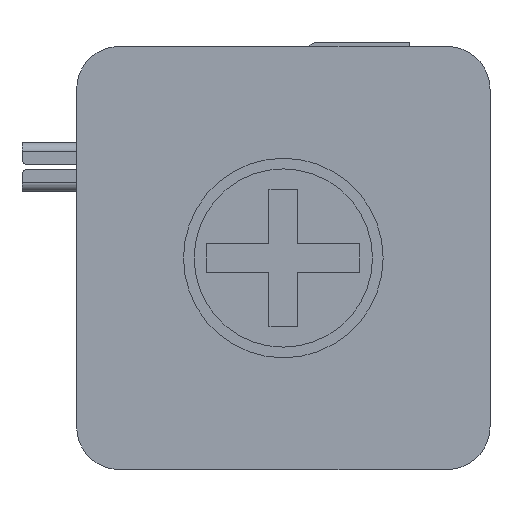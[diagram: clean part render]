
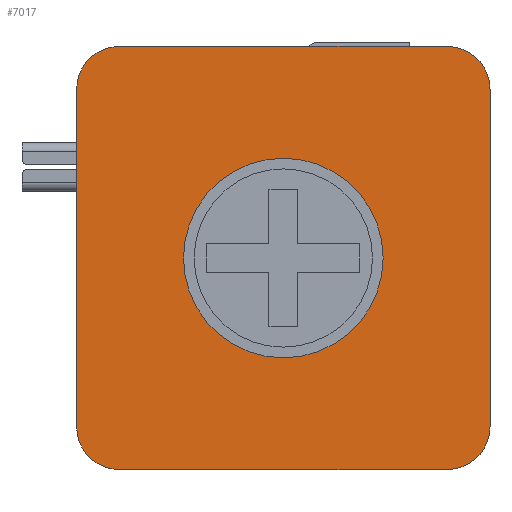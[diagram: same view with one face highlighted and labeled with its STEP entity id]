
A CAD part, front view. The second image highlights one B-rep face of the part: STEP entity #7017.
In plain terms, the highlighted planar face has unit normal (0, -1, 0).
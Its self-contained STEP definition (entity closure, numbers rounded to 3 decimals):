
#122=FACE_BOUND('',#932,.T.);
#148=CIRCLE('',#7491,3.47);
#149=CIRCLE('',#7494,1.484);
#150=CIRCLE('',#7497,1.484);
#151=CIRCLE('',#7500,1.484);
#152=CIRCLE('',#7502,1.484);
#475=FACE_OUTER_BOUND('',#931,.T.);
#931=EDGE_LOOP('',(#4785,#4786,#4787,#4788,#4789,#4790,#4791,#4792));
#932=EDGE_LOOP('',(#4793));
#1419=LINE('',#10418,#2228);
#1422=LINE('',#10427,#2231);
#1426=LINE('',#10438,#2235);
#1427=LINE('',#10440,#2236);
#2228=VECTOR('',#8286,10.);
#2231=VECTOR('',#8295,10.);
#2235=VECTOR('',#8309,10.);
#2236=VECTOR('',#8312,10.);
#3024=VERTEX_POINT('',#10405);
#3025=VERTEX_POINT('',#10410);
#3026=VERTEX_POINT('',#10411);
#3027=VERTEX_POINT('',#10416);
#3028=VERTEX_POINT('',#10420);
#3029=VERTEX_POINT('',#10421);
#3030=VERTEX_POINT('',#10426);
#3031=VERTEX_POINT('',#10430);
#3032=VERTEX_POINT('',#10434);
#3647=EDGE_CURVE('',#3024,#3024,#148,.T.);
#3648=EDGE_CURVE('',#3025,#3026,#149,.T.);
#3652=EDGE_CURVE('',#3025,#3027,#1419,.T.);
#3653=EDGE_CURVE('',#3028,#3029,#150,.T.);
#3656=EDGE_CURVE('',#3030,#3029,#1422,.T.);
#3658=EDGE_CURVE('',#3030,#3031,#151,.T.);
#3660=EDGE_CURVE('',#3032,#3027,#152,.T.);
#3662=EDGE_CURVE('',#3028,#3026,#1426,.T.);
#3663=EDGE_CURVE('',#3032,#3031,#1427,.T.);
#4785=ORIENTED_EDGE('',*,*,#3648,.F.);
#4786=ORIENTED_EDGE('',*,*,#3652,.T.);
#4787=ORIENTED_EDGE('',*,*,#3660,.F.);
#4788=ORIENTED_EDGE('',*,*,#3663,.T.);
#4789=ORIENTED_EDGE('',*,*,#3658,.F.);
#4790=ORIENTED_EDGE('',*,*,#3656,.T.);
#4791=ORIENTED_EDGE('',*,*,#3653,.F.);
#4792=ORIENTED_EDGE('',*,*,#3662,.T.);
#4793=ORIENTED_EDGE('',*,*,#3647,.T.);
#6668=PLANE('',#7505);
#7017=ADVANCED_FACE('',(#475,#122),#6668,.T.);
#7491=AXIS2_PLACEMENT_3D('',#10407,#8273,#8274);
#7494=AXIS2_PLACEMENT_3D('',#10412,#8279,#8280);
#7497=AXIS2_PLACEMENT_3D('',#10422,#8289,#8290);
#7500=AXIS2_PLACEMENT_3D('',#10431,#8299,#8300);
#7502=AXIS2_PLACEMENT_3D('',#10435,#8304,#8305);
#7505=AXIS2_PLACEMENT_3D('',#10441,#8313,#8314);
#8273=DIRECTION('center_axis',(0.,1.,0.));
#8274=DIRECTION('ref_axis',(1.,0.,0.));
#8279=DIRECTION('center_axis',(0.,1.,0.));
#8280=DIRECTION('ref_axis',(0.707,0.,-0.707));
#8286=DIRECTION('',(0.,0.,1.));
#8289=DIRECTION('center_axis',(0.,1.,0.));
#8290=DIRECTION('ref_axis',(-0.707,0.,-0.707));
#8295=DIRECTION('',(0.,0.,-1.));
#8299=DIRECTION('center_axis',(0.,1.,0.));
#8300=DIRECTION('ref_axis',(-0.707,0.,0.707));
#8304=DIRECTION('center_axis',(0.,1.,0.));
#8305=DIRECTION('ref_axis',(0.707,0.,0.707));
#8309=DIRECTION('',(1.,0.,0.));
#8312=DIRECTION('',(-1.,0.,0.));
#8313=DIRECTION('center_axis',(0.,-1.,0.));
#8314=DIRECTION('ref_axis',(0.,0.,-1.));
#10405=CARTESIAN_POINT('',(-3.47,-5.5,0.));
#10407=CARTESIAN_POINT('Origin',(0.,-5.5,0.));
#10410=CARTESIAN_POINT('',(7.185,-5.5,-5.87));
#10411=CARTESIAN_POINT('',(5.701,-5.5,-7.354));
#10412=CARTESIAN_POINT('Origin',(5.701,-5.5,-5.87));
#10416=CARTESIAN_POINT('',(7.185,-5.5,5.87));
#10418=CARTESIAN_POINT('',(7.185,-5.5,7.354));
#10420=CARTESIAN_POINT('',(-5.701,-5.5,-7.354));
#10421=CARTESIAN_POINT('',(-7.185,-5.5,-5.87));
#10422=CARTESIAN_POINT('Origin',(-5.701,-5.5,-5.87));
#10426=CARTESIAN_POINT('',(-7.185,-5.5,5.87));
#10427=CARTESIAN_POINT('',(-7.185,-5.5,-7.354));
#10430=CARTESIAN_POINT('',(-5.701,-5.5,7.354));
#10431=CARTESIAN_POINT('Origin',(-5.701,-5.5,5.87));
#10434=CARTESIAN_POINT('',(5.701,-5.5,7.354));
#10435=CARTESIAN_POINT('Origin',(5.701,-5.5,5.87));
#10438=CARTESIAN_POINT('',(7.185,-5.5,-7.354));
#10440=CARTESIAN_POINT('',(-7.185,-5.5,7.354));
#10441=CARTESIAN_POINT('Origin',(0.,-5.5,0.));
